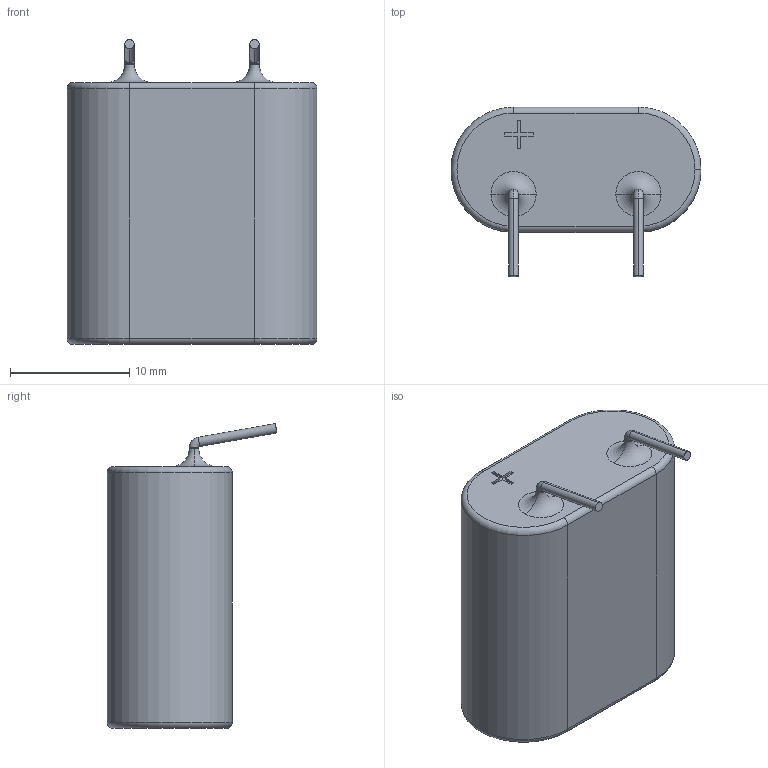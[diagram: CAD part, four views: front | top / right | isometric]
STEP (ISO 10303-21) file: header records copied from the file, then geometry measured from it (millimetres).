
FILE_DESCRIPTION (( 'STEP AP214' ), '1' );
FILE_NAME ('Supercap 2.5F 5.4V 10deg.STEP', '2022-01-08T14:49:47', ( '' ), ( '' ), 'SwSTEP 2.0', 'SolidWorks 2021', '' );
FILE_SCHEMA (( 'AUTOMOTIVE_DESIGN' ));
Length unit declared in the file: millimetre
Products named in the file (1): Supercap 2.5F 5.4V 10deg
Bounding box: 21 x 14.26 x 25.61 mm (x, y, z)
Volume: 4337.9 mm3; surface area: 1603.2 mm2
Topology: 1 solids, 1 shells, 48 faces, 111 edges, 68 vertices
Faces by surface type: plane 19, cylinder 15, torus 14
Entity records: 1784 total; most frequent: DIRECTION 263, CARTESIAN_POINT 228, ORIENTED_EDGE 222, EDGE_CURVE 111, AXIS2_PLACEMENT_3D 103, VERTEX_POINT 68, LINE 57, VECTOR 57
